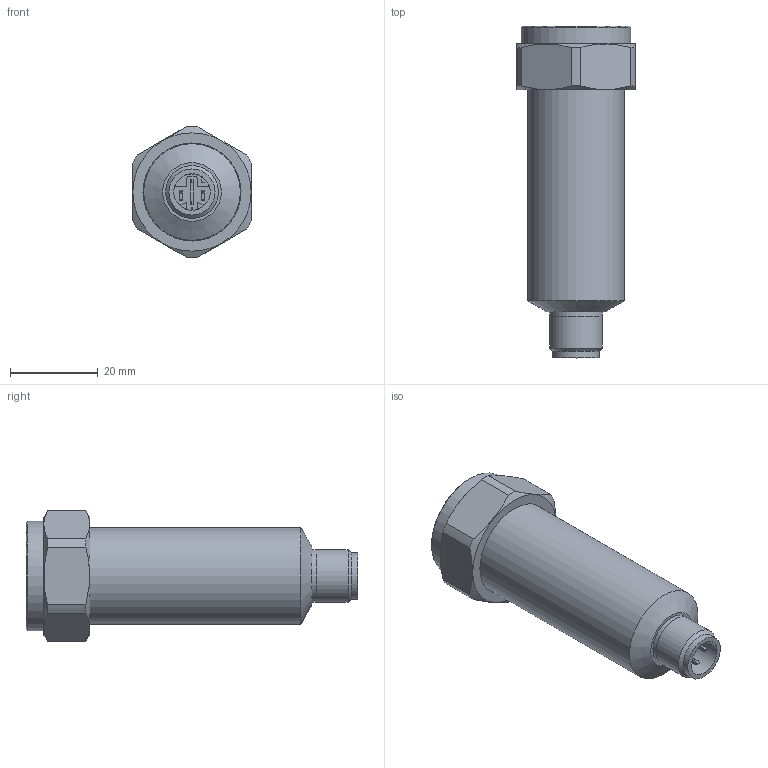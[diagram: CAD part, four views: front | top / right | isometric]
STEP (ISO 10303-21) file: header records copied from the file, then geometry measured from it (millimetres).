
FILE_DESCRIPTION( ( 'Unknown' ), '1' );
FILE_NAME( 'PBMx_xxxxxxxx1412xxx.stp', 'Unknown', ( 'Unknown' ), ( 'Unknown' ), 'PSStep 14.0', 'Unknown', ' ' );
FILE_SCHEMA( ( 'AUTOMOTIVE_DESIGN { 1 0 10303 214 1 1 1 1 }' ) );
Length unit declared in the file: millimetre
Products named in the file (1): 142551
Bounding box: 27 x 75.5 x 29.99 mm (x, y, z)
Volume: 26471.2 mm3; surface area: 7813.8 mm2
Topology: 1 solids, 3 shells, 153 faces, 398 edges, 262 vertices
Faces by surface type: plane 91, cylinder 48, cone 13, torus 1
Full cylindrical faces by diameter (mm): 0.4 x1, 0.8 x1, 8.3 x1, 9.4 x1, 9.45 x1, 9.55 x1, 10.5 x1, 11.445 x2, 12 x2, 13.3 x1, 22 x1, 22.3 x1, 25 x1
Entity records: 5807 total; most frequent: CARTESIAN_POINT 913, DIRECTION 769, ORIENTED_EDGE 722, EDGE_CURVE 361, AXIS2_PLACEMENT_3D 274, VERTEX_POINT 250, LINE 221, VECTOR 221
